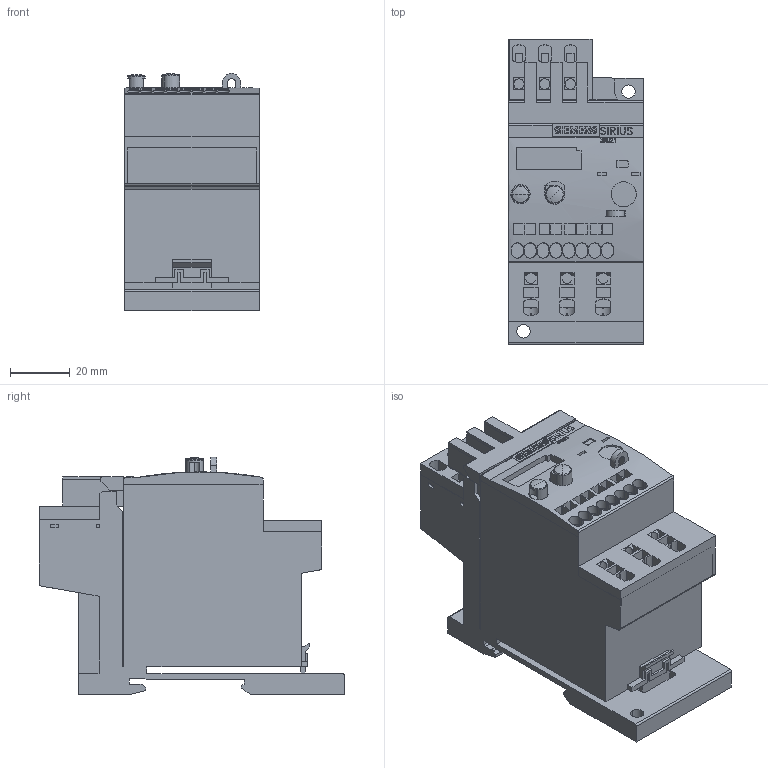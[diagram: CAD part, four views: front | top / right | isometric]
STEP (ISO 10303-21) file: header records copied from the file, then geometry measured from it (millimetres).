
FILE_DESCRIPTION(('STEP AP214'),'1');
FILE_NAME('cctmp_43A1D572-9B84-4D41-A7FC-C6EEE8B56CE2_2023_07_21_11_02_20_0543..stp','2023-07-21T09:02:22',('SIEMENS A&D'),('CADClick - www.CADClick.com'),'Spatial InterOp 3D postprocessed',' ','unknown authorization');
FILE_SCHEMA(('AUTOMOTIVE_DESIGN'));
Length unit declared in the file: millimetre
Products named in the file (1): 2023_07_21_11_02_20_0511
Bounding box: 45 x 101.91 x 79.18 mm (x, y, z)
Volume: 205249.3 mm3; surface area: 55682.7 mm2
Topology: 1 solids, 7 shells, 1229 faces, 3499 edges, 2323 vertices
Faces by surface type: plane 1020, cylinder 201, torus 6, sphere 2
Entity records: 67498 total; most frequent: CARTESIAN_POINT 7859, STYLED_ITEM 7048, PRESENTATION_STYLE_ASSIGNMENT 7048, ORIENTED_EDGE 6990, DIRECTION 6517, EDGE_CURVE 3495, CURVE_STYLE 3495, DRAUGHTING_PRE_DEFINED_CURVE_FONT 3495
